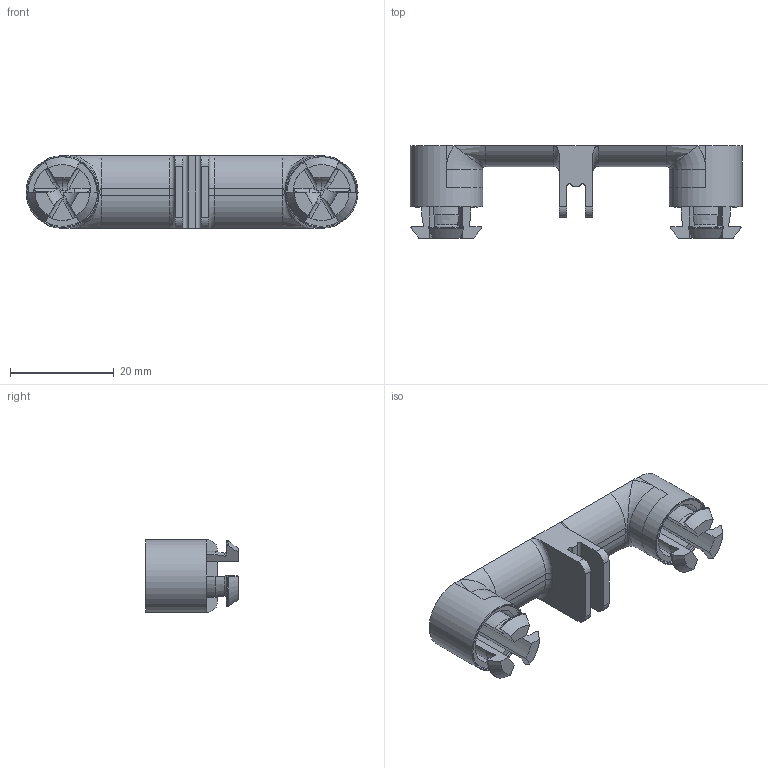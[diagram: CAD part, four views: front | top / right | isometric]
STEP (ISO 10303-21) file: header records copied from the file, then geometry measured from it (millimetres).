
FILE_DESCRIPTION(('HOOPS Exchange Step'),'2;1');
FILE_NAME('temp_export','2024-01-27T11:39:07-08:00',('e'),('Shapr3D Limited'),'HOOPS Exchange 2023.2','Shapr3D','Authorized');
FILE_SCHEMA( ('AUTOMOTIVE_DESIGN { 1 0 10303 214 1 1 1 1 }') );
Length unit declared in the file: millimetre
Products named in the file (1): root
Bounding box: 64 x 17.8 x 14 mm (x, y, z)
Volume: 4513.3 mm3; surface area: 5453.4 mm2
Topology: 1 solids, 1 shells, 173 faces, 488 edges, 314 vertices
Faces by surface type: plane 55, cylinder 50, torus 44, cone 14, bspline 10
Full cylindrical faces by diameter (mm): 11 x2, 13.25 x2, 14 x2
Entity records: 7484 total; most frequent: CARTESIAN_POINT 3006, ORIENTED_EDGE 964, DIRECTION 948, EDGE_CURVE 482, AXIS2_PLACEMENT_3D 382, VERTEX_POINT 314, CIRCLE 218, VECTOR 184
